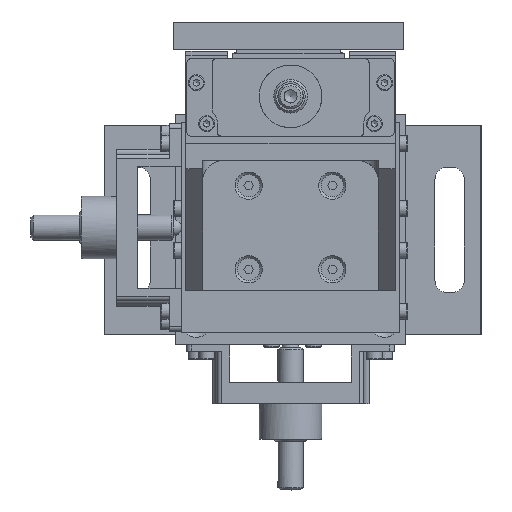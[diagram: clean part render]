
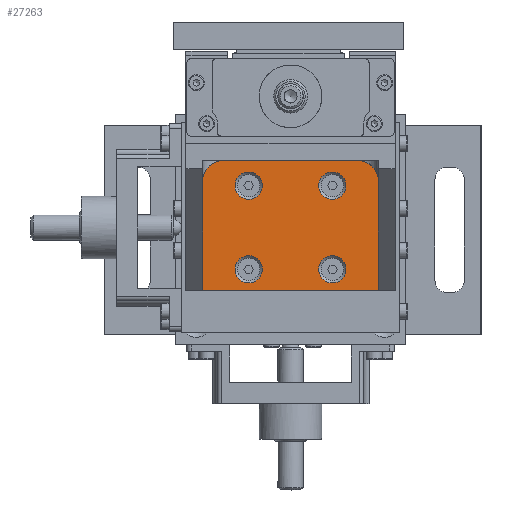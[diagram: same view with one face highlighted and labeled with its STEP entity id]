
A CAD part, top view. The second image highlights one B-rep face of the part: STEP entity #27263.
In plain terms, the highlighted planar face has unit normal (0, -0.001, 1).
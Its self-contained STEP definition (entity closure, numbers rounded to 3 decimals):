
#993=FACE_BOUND('',#8573,.T.);
#994=FACE_BOUND('',#8574,.T.);
#995=FACE_BOUND('',#8575,.T.);
#996=FACE_BOUND('',#8576,.T.);
#1643=PLANE('',#29386);
#2968=LINE('',#43581,#5017);
#2974=LINE('',#43595,#5023);
#2978=LINE('',#43602,#5027);
#2979=LINE('',#43603,#5028);
#5017=VECTOR('',#34363,10.);
#5023=VECTOR('',#34375,10.);
#5027=VECTOR('',#34383,10.);
#5028=VECTOR('',#34384,10.);
#7034=FACE_OUTER_BOUND('',#8572,.T.);
#8572=EDGE_LOOP('',(#20961,#20962,#20963,#20964,#20965,#20966));
#8573=EDGE_LOOP('',(#20967,#20968));
#8574=EDGE_LOOP('',(#20969,#20970));
#8575=EDGE_LOOP('',(#20971,#20972));
#8576=EDGE_LOOP('',(#20973,#20974));
#10185=CIRCLE('',#29352,3.25);
#10186=CIRCLE('',#29353,3.25);
#10187=CIRCLE('',#29355,3.25);
#10188=CIRCLE('',#29356,3.25);
#10189=CIRCLE('',#29358,3.25);
#10190=CIRCLE('',#29359,3.25);
#10197=CIRCLE('',#29370,3.25);
#10198=CIRCLE('',#29371,3.25);
#10203=CIRCLE('',#29384,5.);
#10204=CIRCLE('',#29387,5.);
#12097=VERTEX_POINT('',#43507);
#12098=VERTEX_POINT('',#43508);
#12099=VERTEX_POINT('',#43513);
#12100=VERTEX_POINT('',#43514);
#12101=VERTEX_POINT('',#43519);
#12102=VERTEX_POINT('',#43520);
#12109=VERTEX_POINT('',#43543);
#12110=VERTEX_POINT('',#43544);
#12114=VERTEX_POINT('',#43556);
#12116=VERTEX_POINT('',#43562);
#12123=VERTEX_POINT('',#43578);
#12124=VERTEX_POINT('',#43580);
#12128=VERTEX_POINT('',#43592);
#12129=VERTEX_POINT('',#43594);
#15334=EDGE_CURVE('',#12097,#12098,#10185,.T.);
#15335=EDGE_CURVE('',#12098,#12097,#10186,.T.);
#15337=EDGE_CURVE('',#12099,#12100,#10187,.T.);
#15338=EDGE_CURVE('',#12100,#12099,#10188,.T.);
#15340=EDGE_CURVE('',#12101,#12102,#10189,.T.);
#15341=EDGE_CURVE('',#12102,#12101,#10190,.T.);
#15352=EDGE_CURVE('',#12109,#12110,#10197,.T.);
#15353=EDGE_CURVE('',#12110,#12109,#10198,.T.);
#15369=EDGE_CURVE('',#12124,#12123,#2968,.T.);
#15373=EDGE_CURVE('',#12123,#12114,#10203,.T.);
#15376=EDGE_CURVE('',#12129,#12128,#2974,.T.);
#15380=EDGE_CURVE('',#12116,#12129,#10204,.T.);
#15381=EDGE_CURVE('',#12124,#12128,#2978,.T.);
#15382=EDGE_CURVE('',#12114,#12116,#2979,.T.);
#20961=ORIENTED_EDGE('',*,*,#15380,.T.);
#20962=ORIENTED_EDGE('',*,*,#15376,.T.);
#20963=ORIENTED_EDGE('',*,*,#15381,.F.);
#20964=ORIENTED_EDGE('',*,*,#15369,.T.);
#20965=ORIENTED_EDGE('',*,*,#15373,.T.);
#20966=ORIENTED_EDGE('',*,*,#15382,.T.);
#20967=ORIENTED_EDGE('',*,*,#15334,.T.);
#20968=ORIENTED_EDGE('',*,*,#15335,.T.);
#20969=ORIENTED_EDGE('',*,*,#15337,.T.);
#20970=ORIENTED_EDGE('',*,*,#15338,.T.);
#20971=ORIENTED_EDGE('',*,*,#15340,.T.);
#20972=ORIENTED_EDGE('',*,*,#15341,.T.);
#20973=ORIENTED_EDGE('',*,*,#15352,.T.);
#20974=ORIENTED_EDGE('',*,*,#15353,.T.);
#27263=ADVANCED_FACE('',(#7034,#993,#994,#995,#996),#1643,.T.);
#29352=AXIS2_PLACEMENT_3D('',#43509,#34286,#34287);
#29353=AXIS2_PLACEMENT_3D('',#43510,#34288,#34289);
#29355=AXIS2_PLACEMENT_3D('',#43515,#34293,#34294);
#29356=AXIS2_PLACEMENT_3D('',#43516,#34295,#34296);
#29358=AXIS2_PLACEMENT_3D('',#43521,#34300,#34301);
#29359=AXIS2_PLACEMENT_3D('',#43522,#34302,#34303);
#29370=AXIS2_PLACEMENT_3D('',#43545,#34328,#34329);
#29371=AXIS2_PLACEMENT_3D('',#43546,#34330,#34331);
#29384=AXIS2_PLACEMENT_3D('',#43587,#34369,#34370);
#29386=AXIS2_PLACEMENT_3D('',#43600,#34379,#34380);
#29387=AXIS2_PLACEMENT_3D('',#43601,#34381,#34382);
#34286=DIRECTION('center_axis',(0.,0.001,
-1.));
#34287=DIRECTION('ref_axis',(0.,-1.,-0.001));
#34288=DIRECTION('center_axis',(0.,0.001,
-1.));
#34289=DIRECTION('ref_axis',(0.,-1.,-0.001));
#34293=DIRECTION('center_axis',(0.,0.001,
-1.));
#34294=DIRECTION('ref_axis',(0.,-1.,-0.001));
#34295=DIRECTION('center_axis',(0.,0.001,
-1.));
#34296=DIRECTION('ref_axis',(0.,-1.,-0.001));
#34300=DIRECTION('center_axis',(0.,0.001,
-1.));
#34301=DIRECTION('ref_axis',(0.,-1.,-0.001));
#34302=DIRECTION('center_axis',(0.,0.001,
-1.));
#34303=DIRECTION('ref_axis',(0.,-1.,-0.001));
#34328=DIRECTION('center_axis',(0.,0.001,
-1.));
#34329=DIRECTION('ref_axis',(0.,-1.,-0.001));
#34330=DIRECTION('center_axis',(0.,0.001,
-1.));
#34331=DIRECTION('ref_axis',(0.,-1.,-0.001));
#34363=DIRECTION('',(0.,1.,0.001));
#34369=DIRECTION('center_axis',(0.,-0.001,
1.));
#34370=DIRECTION('ref_axis',(-1.,0.,0.));
#34375=DIRECTION('',(0.,-1.,-0.001));
#34379=DIRECTION('center_axis',(0.,-0.001,
1.));
#34380=DIRECTION('ref_axis',(-1.,0.,0.));
#34381=DIRECTION('center_axis',(0.,-0.001,
1.));
#34382=DIRECTION('ref_axis',(0.,-1.,-0.001));
#34383=DIRECTION('',(-1.,0.,0.));
#34384=DIRECTION('',(-1.,0.,0.));
#43507=CARTESIAN_POINT('',(-4.864,26.571,60.514));
#43508=CARTESIAN_POINT('',(-4.864,33.071,60.518));
#43509=CARTESIAN_POINT('Origin',(-4.864,29.821,60.516));
#43510=CARTESIAN_POINT('Origin',(-4.864,29.821,60.516));
#43513=CARTESIAN_POINT('',(15.136,26.571,60.514));
#43514=CARTESIAN_POINT('',(15.136,33.071,60.518));
#43515=CARTESIAN_POINT('Origin',(15.136,29.821,60.516));
#43516=CARTESIAN_POINT('Origin',(15.136,29.821,60.516));
#43519=CARTESIAN_POINT('',(-4.864,6.571,60.501));
#43520=CARTESIAN_POINT('',(-4.864,13.071,60.505));
#43521=CARTESIAN_POINT('Origin',(-4.864,9.821,60.503));
#43522=CARTESIAN_POINT('Origin',(-4.864,9.821,60.503));
#43543=CARTESIAN_POINT('',(15.136,6.571,60.501));
#43544=CARTESIAN_POINT('',(15.136,13.071,60.505));
#43545=CARTESIAN_POINT('Origin',(15.136,9.821,60.503));
#43546=CARTESIAN_POINT('Origin',(15.136,9.821,60.503));
#43556=CARTESIAN_POINT('',(21.136,35.821,60.52));
#43562=CARTESIAN_POINT('',(-10.864,35.821,60.52));
#43578=CARTESIAN_POINT('',(26.136,30.821,60.517));
#43580=CARTESIAN_POINT('',(26.136,4.821,60.499));
#43581=CARTESIAN_POINT('',(26.136,30.821,60.517));
#43587=CARTESIAN_POINT('Origin',(21.136,30.821,60.517));
#43592=CARTESIAN_POINT('',(-15.864,4.821,60.499));
#43594=CARTESIAN_POINT('',(-15.864,30.821,60.517));
#43595=CARTESIAN_POINT('',(-15.864,2.358,60.498));
#43600=CARTESIAN_POINT('Origin',(5.136,18.568,60.509));
#43601=CARTESIAN_POINT('Origin',(-10.864,30.821,60.517));
#43602=CARTESIAN_POINT('',(-7.364,4.821,60.499));
#43603=CARTESIAN_POINT('',(-10.864,35.821,60.52));
